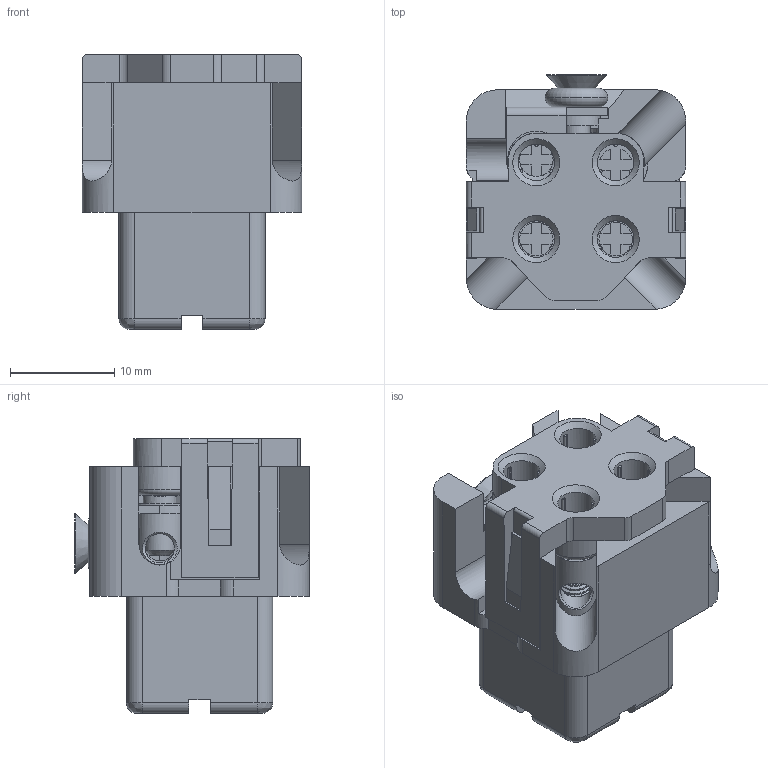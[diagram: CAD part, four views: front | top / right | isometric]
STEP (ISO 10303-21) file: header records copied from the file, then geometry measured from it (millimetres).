
FILE_DESCRIPTION(/* description */ (''),/* implementation_level */ '2;1');
FILE_NAME(/* name */ 'HA-003-F.stp',/* time_stamp */ '2022-07-25T13:44:15+08:00',/* author */ (''),/* organization */ (''),/* preprocessor_version */ 'ST-DEVELOPER v16',/* originating_system */ 'SIEMENS PLM Software NX 10.0',/* authorisation */ '');
FILE_SCHEMA (('AP203_CONFIGURATION_CONTROLLED_3D_DESIGN_OF_MECHANICAL_PARTS_AND_ASSEMBLIES_MIM_LF { 1 0 10303 403 2 1 2}'));
Length unit declared in the file: millimetre
Products named in the file (1): Admi1A9C26D3gssg
Bounding box: 21 x 22.45 x 26.3 mm (x, y, z)
Volume: 6248.2 mm3; surface area: 6610.3 mm2
Topology: 1 solids, 5 shells, 600 faces, 1788 edges, 1170 vertices
Faces by surface type: plane 364, cylinder 171, cone 26, bspline 22, torus 17
Full cylindrical faces by diameter (mm): 1.4 x4, 1.7 x4, 1.85 x3, 2.4 x2, 2.6 x2, 2.7 x2, 2.8 x4, 2.9 x3, 2.95 x1, 3 x1, 3.2 x3, 3.3 x4, 3.5 x4, 4.5 x3, 4.6 x1, 4.7 x4, 5.5 x3, 5.7 x1, 5.8 x2
Entity records: 25413 total; most frequent: CARTESIAN_POINT 9878, ORIENTED_EDGE 3244, DIRECTION 3099, EDGE_CURVE 1622, VERTEX_POINT 1107, AXIS2_PLACEMENT_3D 1076, LINE 947, VECTOR 947
